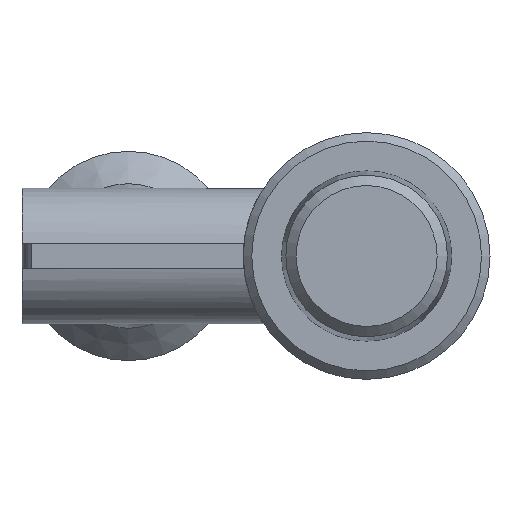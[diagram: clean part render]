
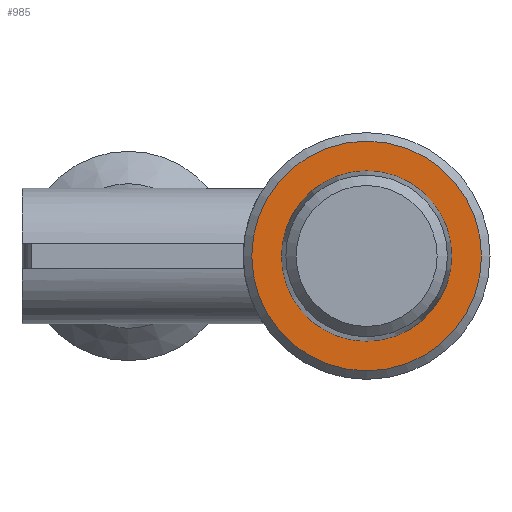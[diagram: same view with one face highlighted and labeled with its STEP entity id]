
A CAD part, front view. The second image highlights one B-rep face of the part: STEP entity #985.
In plain terms, the highlighted planar face has unit normal (0, -1, 0).
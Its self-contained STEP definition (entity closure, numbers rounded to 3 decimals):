
#71=CIRCLE('',#1096,5.004);
#72=CIRCLE('',#1098,6.75);
#331=ORIENTED_EDGE('',*,*,#543,.F.);
#332=ORIENTED_EDGE('',*,*,#544,.T.);
#543=EDGE_CURVE('',#654,#654,#71,.T.);
#544=EDGE_CURVE('',#655,#655,#72,.T.);
#654=VERTEX_POINT('',#1773);
#655=VERTEX_POINT('',#1776);
#770=EDGE_LOOP('',(#331));
#771=EDGE_LOOP('',(#332));
#869=FACE_BOUND('',#770,.T.);
#870=FACE_BOUND('',#771,.T.);
#934=PLANE('',#1097);
#985=ADVANCED_FACE('',(#869,#870),#934,.F.);
#1096=AXIS2_PLACEMENT_3D('',#1772,#1311,#1312);
#1097=AXIS2_PLACEMENT_3D('',#1774,#1313,#1314);
#1098=AXIS2_PLACEMENT_3D('',#1775,#1315,#1316);
#1311=DIRECTION('',(0.,-1.,0.));
#1312=DIRECTION('',(0.,0.,-1.));
#1313=DIRECTION('',(0.,1.,0.));
#1314=DIRECTION('',(0.,0.,1.));
#1315=DIRECTION('',(0.,-1.,0.));
#1316=DIRECTION('',(0.,0.,-1.));
#1772=CARTESIAN_POINT('',(0.,-6.5,0.));
#1773=CARTESIAN_POINT('',(0.,-6.5,-5.004));
#1774=CARTESIAN_POINT('',(6.75,-6.5,0.));
#1775=CARTESIAN_POINT('',(0.,-6.5,0.));
#1776=CARTESIAN_POINT('',(0.,-6.5,-6.75));
